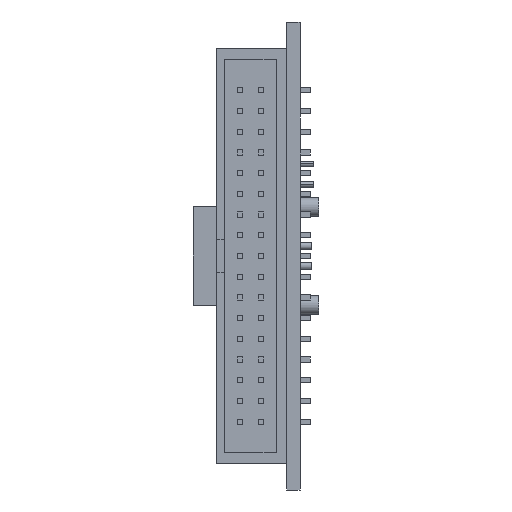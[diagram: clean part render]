
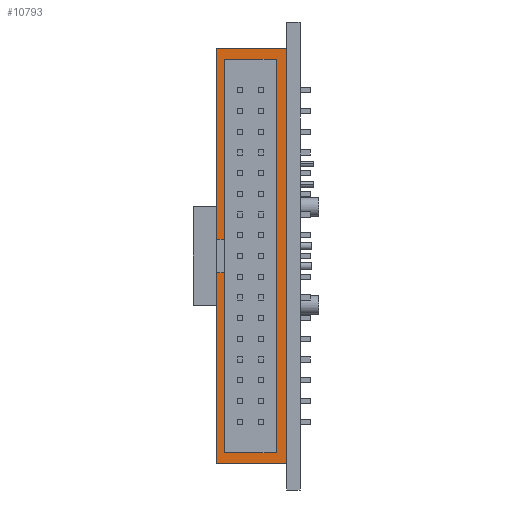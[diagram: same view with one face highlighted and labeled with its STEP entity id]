
A CAD part, left-side view. The second image highlights one B-rep face of the part: STEP entity #10793.
In plain terms, the highlighted planar face has unit normal (-1, 0, 0).
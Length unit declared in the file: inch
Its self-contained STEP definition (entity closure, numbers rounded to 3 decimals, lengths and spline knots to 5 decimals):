
#799=DIRECTION('',(0.,0.,-1.));
#800=VECTOR('',#799,2.);
#801=CARTESIAN_POINT('',(-1.085,0.063,1.));
#802=LINE('',#801,#800);
#1613=DIRECTION('',(0.,1.,0.));
#1614=VECTOR('',#1613,0.34);
#1615=CARTESIAN_POINT('',(-1.085,0.063,-1.));
#1616=LINE('',#1615,#1614);
#1617=DIRECTION('',(0.,0.,1.));
#1618=VECTOR('',#1617,0.92);
#1619=CARTESIAN_POINT('',(-1.085,0.403,-1.));
#1620=LINE('',#1619,#1618);
#1621=DIRECTION('',(0.,1.,0.));
#1622=VECTOR('',#1621,0.038);
#1623=CARTESIAN_POINT('',(-1.085,0.365,-0.08));
#1624=LINE('',#1623,#1622);
#1625=DIRECTION('',(0.,0.,1.));
#1626=VECTOR('',#1625,0.87);
#1627=CARTESIAN_POINT('',(-1.085,0.365,-0.95));
#1628=LINE('',#1627,#1626);
#1629=DIRECTION('',(0.,1.,0.));
#1630=VECTOR('',#1629,0.25);
#1631=CARTESIAN_POINT('',(-1.085,0.115,-0.95));
#1632=LINE('',#1631,#1630);
#1633=DIRECTION('',(0.,0.,-1.));
#1634=VECTOR('',#1633,1.9);
#1635=CARTESIAN_POINT('',(-1.085,0.115,0.95));
#1636=LINE('',#1635,#1634);
#1637=DIRECTION('',(0.,-1.,0.));
#1638=VECTOR('',#1637,0.25);
#1639=CARTESIAN_POINT('',(-1.085,0.365,0.95));
#1640=LINE('',#1639,#1638);
#1641=DIRECTION('',(0.,0.,1.));
#1642=VECTOR('',#1641,0.87);
#1643=CARTESIAN_POINT('',(-1.085,0.365,0.08));
#1644=LINE('',#1643,#1642);
#1645=DIRECTION('',(0.,1.,0.));
#1646=VECTOR('',#1645,0.038);
#1647=CARTESIAN_POINT('',(-1.085,0.365,0.08));
#1648=LINE('',#1647,#1646);
#1649=DIRECTION('',(0.,0.,1.));
#1650=VECTOR('',#1649,0.92);
#1651=CARTESIAN_POINT('',(-1.085,0.403,0.08));
#1652=LINE('',#1651,#1650);
#1653=DIRECTION('',(0.,-1.,0.));
#1654=VECTOR('',#1653,0.34);
#1655=CARTESIAN_POINT('',(-1.085,0.403,1.));
#1656=LINE('',#1655,#1654);
#7289=CARTESIAN_POINT('',(-1.085,0.403,-1.));
#7290=VERTEX_POINT('',#7289);
#7291=CARTESIAN_POINT('',(-1.085,0.403,1.));
#7292=VERTEX_POINT('',#7291);
#7301=CARTESIAN_POINT('',(-1.085,0.115,0.95));
#7302=CARTESIAN_POINT('',(-1.085,0.115,-0.95));
#7303=VERTEX_POINT('',#7301);
#7304=VERTEX_POINT('',#7302);
#7305=CARTESIAN_POINT('',(-1.085,0.365,-0.95));
#7306=VERTEX_POINT('',#7305);
#7307=CARTESIAN_POINT('',(-1.085,0.365,0.95));
#7308=VERTEX_POINT('',#7307);
#8193=CARTESIAN_POINT('',(-1.085,0.365,0.08));
#8194=CARTESIAN_POINT('',(-1.085,0.403,0.08));
#8195=VERTEX_POINT('',#8193);
#8196=VERTEX_POINT('',#8194);
#8197=CARTESIAN_POINT('',(-1.085,0.365,-0.08));
#8198=CARTESIAN_POINT('',(-1.085,0.403,-0.08));
#8199=VERTEX_POINT('',#8197);
#8200=VERTEX_POINT('',#8198);
#9097=CARTESIAN_POINT('',(-1.085,0.063,1.));
#9098=CARTESIAN_POINT('',(-1.085,0.063,-1.));
#9099=VERTEX_POINT('',#9097);
#9100=VERTEX_POINT('',#9098);
#10763=CARTESIAN_POINT('',(-1.085,0.063,0.));
#10764=DIRECTION('',(1.,0.,0.));
#10765=DIRECTION('',(0.,0.,-1.));
#10766=AXIS2_PLACEMENT_3D('',#10763,#10764,#10765);
#10767=PLANE('',#10766);
#10768=ORIENTED_EDGE('',*,*,#9935,.T.);
#10770=ORIENTED_EDGE('',*,*,#10769,.T.);
#10772=ORIENTED_EDGE('',*,*,#10771,.T.);
#10774=ORIENTED_EDGE('',*,*,#10773,.F.);
#10776=ORIENTED_EDGE('',*,*,#10775,.F.);
#10778=ORIENTED_EDGE('',*,*,#10777,.F.);
#10780=ORIENTED_EDGE('',*,*,#10779,.F.);
#10782=ORIENTED_EDGE('',*,*,#10781,.F.);
#10784=ORIENTED_EDGE('',*,*,#10783,.F.);
#10786=ORIENTED_EDGE('',*,*,#10785,.T.);
#10788=ORIENTED_EDGE('',*,*,#10787,.T.);
#10790=ORIENTED_EDGE('',*,*,#10789,.T.);
#10791=EDGE_LOOP('',(#10768,#10770,#10772,#10774,#10776,#10778,#10780,#10782,
#10784,#10786,#10788,#10790));
#10792=FACE_OUTER_BOUND('',#10791,.F.);
#10793=ADVANCED_FACE('',(#10792),#10767,.F.);
#9935=EDGE_CURVE('',#9099,#9100,#802,.T.);
#10769=EDGE_CURVE('',#9100,#7290,#1616,.T.);
#10771=EDGE_CURVE('',#7290,#8200,#1620,.T.);
#10773=EDGE_CURVE('',#8199,#8200,#1624,.T.);
#10775=EDGE_CURVE('',#7306,#8199,#1628,.T.);
#10777=EDGE_CURVE('',#7304,#7306,#1632,.T.);
#10779=EDGE_CURVE('',#7303,#7304,#1636,.T.);
#10781=EDGE_CURVE('',#7308,#7303,#1640,.T.);
#10783=EDGE_CURVE('',#8195,#7308,#1644,.T.);
#10785=EDGE_CURVE('',#8195,#8196,#1648,.T.);
#10787=EDGE_CURVE('',#8196,#7292,#1652,.T.);
#10789=EDGE_CURVE('',#7292,#9099,#1656,.T.);
